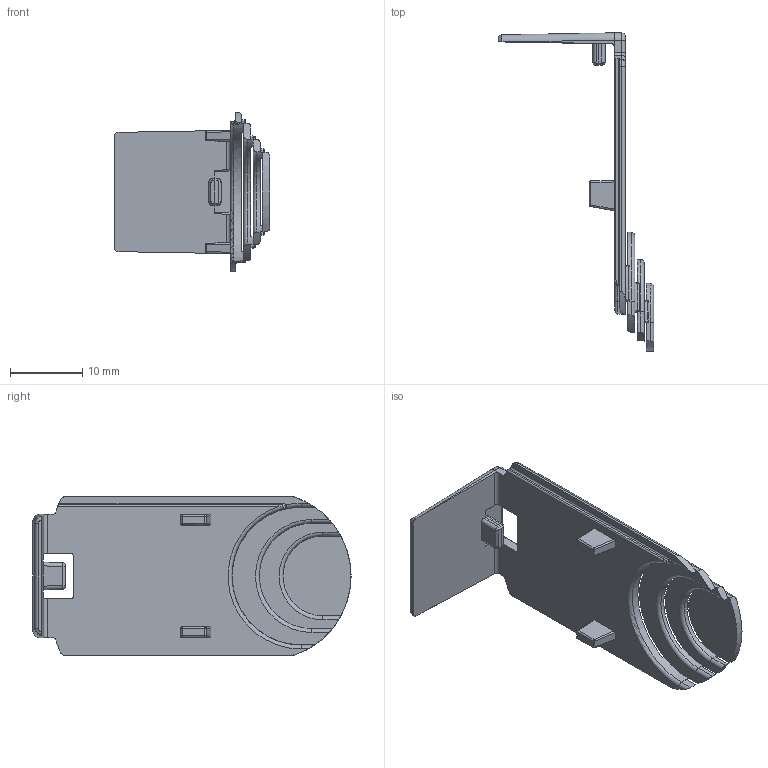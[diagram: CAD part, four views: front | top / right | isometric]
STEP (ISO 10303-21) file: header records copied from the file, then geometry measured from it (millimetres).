
FILE_DESCRIPTION(/* description */ ('Berührungsschutz'),/* implementation_level */ '2;1');
FILE_NAME(/* name */ '27215.0_BS-SVBKA_150_LG.stp',/* time_stamp */ '2017-10-06T10:09:48+02:00',/* author */ ('A.Robertus'),/* organization */ ('CONTA-CLIP Verbindungstechnik GmbH'),/* preprocessor_version */ 'ST-DEVELOPER v16.1',/* originating_system */ 'Autodesk Inventor 2016',/* authorisation */ '');
FILE_SCHEMA (('AUTOMOTIVE_DESIGN { 1 0 10303 214 3 1 1 }'));
Length unit declared in the file: millimetre
Products named in the file (1): 27215.0_BS-SVBKA_150_LG
Bounding box: 21.44 x 43.9 x 22 mm (x, y, z)
Volume: 1485.2 mm3; surface area: 2705.3 mm2
Topology: 1 solids, 1 shells, 259 faces, 656 edges, 384 vertices
Faces by surface type: cylinder 89, plane 85, bspline 33, sphere 19, cone 19, torus 14
Entity records: 8972 total; most frequent: CARTESIAN_POINT 2878, ORIENTED_EDGE 1292, DIRECTION 1280, EDGE_CURVE 646, AXIS2_PLACEMENT_3D 486, VERTEX_POINT 384, LINE 308, VECTOR 308
